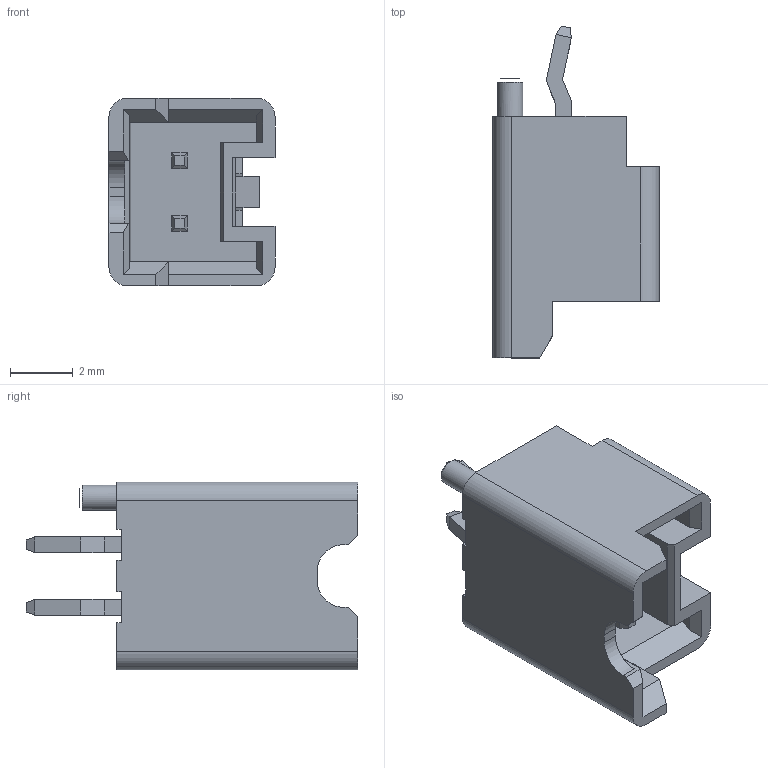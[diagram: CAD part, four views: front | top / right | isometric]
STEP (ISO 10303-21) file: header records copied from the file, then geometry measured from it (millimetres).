
FILE_DESCRIPTION(/* description */ (''),/* implementation_level */ '2;1');
FILE_NAME(/* name */ '549-02-3-xx.stp',/* time_stamp */ '2025-10-30T13:41:02+01:00',/* author */ ('andreas.larin'),/* organization */ (''),/* preprocessor_version */ 'ST-DEVELOPER v20',/* originating_system */ 'Autodesk Inventor 2025',/* authorisation */ '');
FILE_SCHEMA (('AUTOMOTIVE_DESIGN { 1 0 10303 214 3 1 1 }'));
Length unit declared in the file: millimetre
Products named in the file (1): 549-02-3-xx
Bounding box: 5.3 x 10.59 x 6 mm (x, y, z)
Volume: 117.9 mm3; surface area: 329.2 mm2
Topology: 1 solids, 1 shells, 126 faces, 335 edges, 216 vertices
Faces by surface type: plane 118, cylinder 7, cone 1
Full cylindrical faces by diameter (mm): 0.8 x1
Entity records: 3997 total; most frequent: CARTESIAN_POINT 678, ORIENTED_EDGE 670, DIRECTION 605, EDGE_CURVE 335, LINE 319, VECTOR 319, VERTEX_POINT 216, AXIS2_PLACEMENT_3D 143
